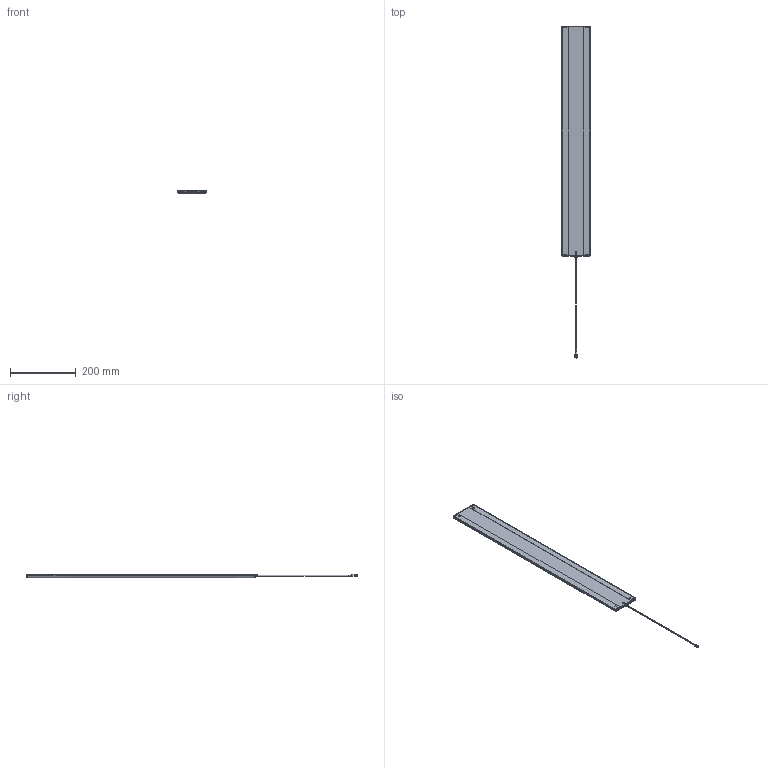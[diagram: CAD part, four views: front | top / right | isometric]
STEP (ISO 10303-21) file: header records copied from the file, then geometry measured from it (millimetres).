
FILE_DESCRIPTION (( 'STEP AP214' ), '1' );
FILE_NAME ('A8065H_V Antenna 20-3-25.STEP', '2025-03-20T00:11:23', ( '' ), ( '' ), 'SwSTEP 2.0', 'SolidWorks 2019', '' );
FILE_SCHEMA (( 'AUTOMOTIVE_DESIGN' ));
Length unit declared in the file: millimetre
Products named in the file (6): 72319-CM A8065 Formed Radome 20-3-25; 71759-CM Label, Times-7 Logo for Radomes 7-9-23; A8065 Antenna Panel (Dumb) 20-3-25; A8065H_V Antenna 20-3-25; 70906-CM (Dumb For A8065H, A8065V) Cable Assy, 350mm, RG316, SMA-F 6-6-19; 71222-CM (Dumb For A8065) Tape, TS 1811 DS Foam 25m x 18mm x 1mm Thick White 28-5-19
Assembly tree (6 placements, depth 2):
  A8065H_V Antenna 20-3-25
    72319-CM A8065 Formed Radome 20-3-25
    A8065 Antenna Panel (Dumb) 20-3-25
    70906-CM (Dumb For A8065H, A8065V) Cable Assy, 350mm, RG316, SMA-F 6-6-19
    71759-CM Label, Times-7 Logo for Radomes 7-9-23
    71222-CM (Dumb For A8065) Tape, TS 1811 DS Foam 25m x 18mm x 1mm Thick White 28-5-19  x2
Bounding box: 88 x 1010.09 x 10.1 mm (x, y, z)
Volume: 560488.3 mm3; surface area: 328404.1 mm2
Topology: 6 solids, 6 shells, 256 faces, 656 edges, 425 vertices
Faces by surface type: plane 125, cylinder 105, bspline 16, cone 8, torus 2
Entity records: 11047 total; most frequent: CARTESIAN_POINT 3408, ORIENTED_EDGE 1280, DIRECTION 1183, EDGE_CURVE 640, VERTEX_POINT 417, LINE 401, VECTOR 401, AXIS2_PLACEMENT_3D 391
